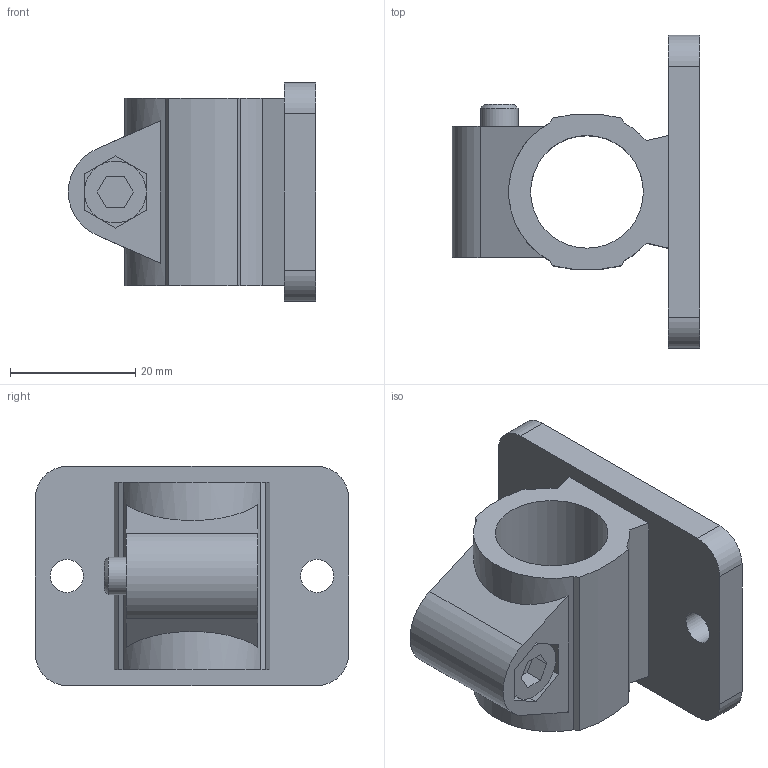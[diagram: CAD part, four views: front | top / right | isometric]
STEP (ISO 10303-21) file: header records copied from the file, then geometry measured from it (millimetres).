
FILE_DESCRIPTION( ( 'STEP AP214' ), '1' );
FILE_NAME( 'K0479.18.stp', '2020-12-08T09:55:59', ( '' ), ( '' ), ' ', 'PARTsolutions', ' ' );
FILE_SCHEMA( ( 'AUTOMOTIVE_DESIGN { 1 0 10303 214 1 1 1 1 }' ) );
Length unit declared in the file: millimetre
Products named in the file (1): _K0479.18
Bounding box: 39.5 x 50 x 35 mm (x, y, z)
Volume: 17989.1 mm3; surface area: 10084.7 mm2
Topology: 1 solids, 8 shells, 101 faces, 224 edges, 147 vertices
Faces by surface type: plane 65, cylinder 21, cone 13, torus 2
Full cylindrical faces by diameter (mm): 5.3 x2, 6 x2, 6.4 x1, 9.6 x1, 9.9 x1, 18 x1
Entity records: 3556 total; most frequent: CARTESIAN_POINT 536, DIRECTION 448, ORIENTED_EDGE 420, EDGE_CURVE 210, AXIS2_PLACEMENT_3D 160, VERTEX_POINT 144, EDGE_LOOP 128, LINE 128
